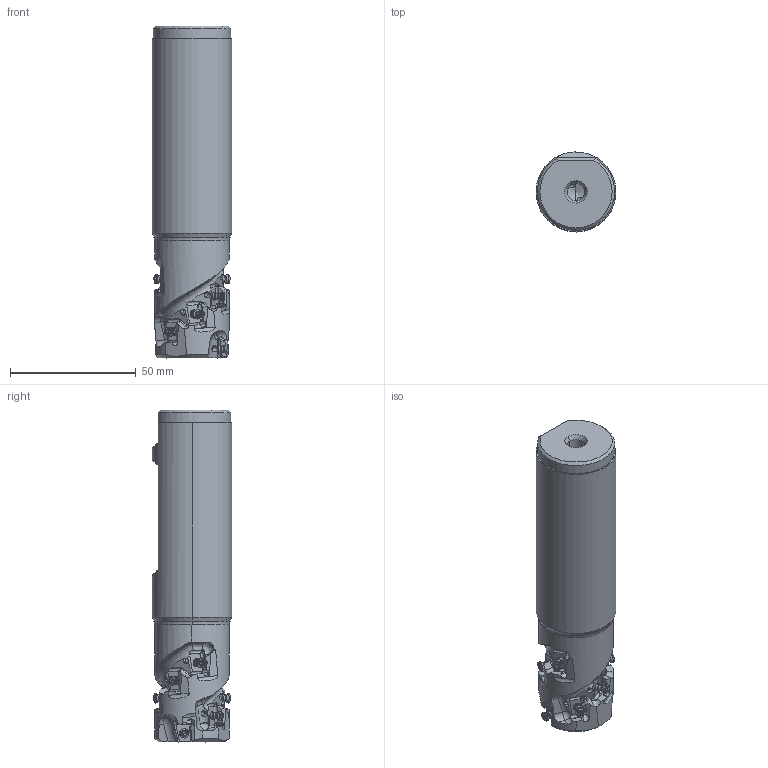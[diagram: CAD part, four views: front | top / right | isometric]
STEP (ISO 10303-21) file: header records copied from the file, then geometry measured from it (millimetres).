
FILE_DESCRIPTION(/* description */ (''),/* implementation_level */ '2;1');
FILE_NAME(/* name */ 'VPX200UR202FA20S1310.stp',/* time_stamp */ '2021-06-22T11:12:53+09:00',/* author */ (''),/* organization */ (''),/* preprocessor_version */ 'ST-DEVELOPER v16',/* originating_system */ 'SIEMENS PLM Software NX 10.0',/* authorisation */ '');
FILE_SCHEMA (('AUTOMOTIVE_DESIGN { 1 0 10303 214 3 1 1 1 }'));
Length unit declared in the file: millimetre
Products named in the file (1): VPX200UR202FA20S1310_ASM
Bounding box: 31.75 x 31.75 x 132.15 mm (x, y, z)
Volume: 87526.5 mm3; surface area: 19776.8 mm2
Topology: 11 solids, 11 shells, 1024 faces, 2858 edges, 1821 vertices
Faces by surface type: cylinder 481, plane 254, cone 151, sphere 64, torus 58, bspline 12, extrusion 4
Entity records: 43283 total; most frequent: CARTESIAN_POINT 17445, ORIENTED_EDGE 5548, DIRECTION 5251, EDGE_CURVE 2774, AXIS2_PLACEMENT_3D 2145, VERTEX_POINT 1808, EDGE_LOOP 1080, ADVANCED_FACE 1024
